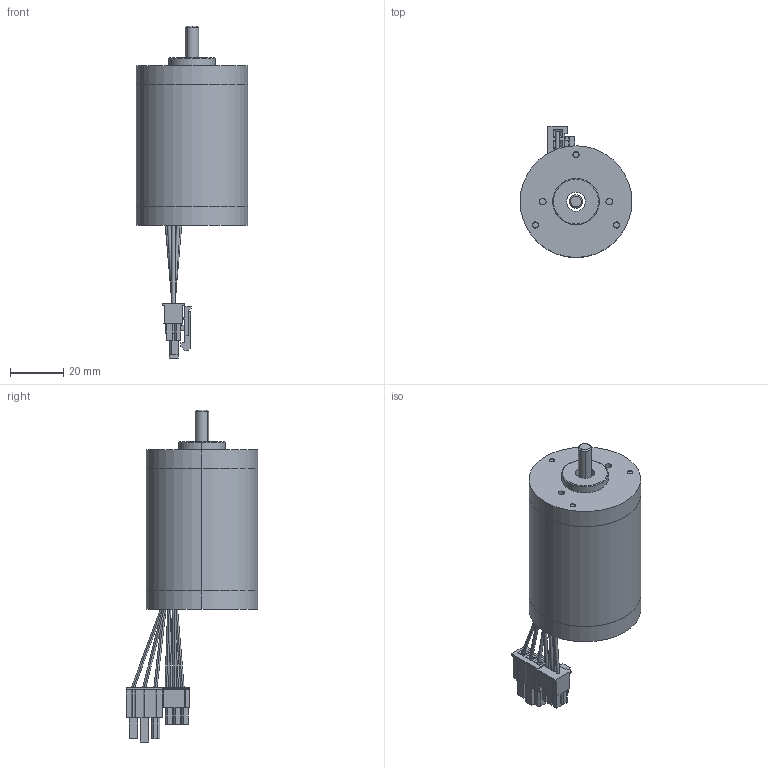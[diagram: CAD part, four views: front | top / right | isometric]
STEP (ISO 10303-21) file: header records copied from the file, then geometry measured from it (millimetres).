
FILE_DESCRIPTION (( 'STEP AP203' ), '1' );
FILE_NAME ('R42BLD30L3.STEP', '2018-05-31T08:18:59', ( 'User' ), ( 'China' ), 'SwSTEP 2.0', 'SolidWorks 2012', '' );
FILE_SCHEMA (( 'CONFIG_CONTROL_DESIGN' ));
Length unit declared in the file: millimetre
Products named in the file (1): R42BLD30L3
Bounding box: 42 x 49.48 x 124.83 mm (x, y, z)
Surface area: 16351.4 mm2 (no closed solid volume)
Topology: 0 solids, 25 shells, 384 faces, 1176 edges, 789 vertices
Faces by surface type: plane 290, cylinder 62, bspline 16, cone 10, torus 6
Entity records: 12928 total; most frequent: CARTESIAN_POINT 2456, DIRECTION 2112, ORIENTED_EDGE 1981, EDGE_CURVE 1170, LINE 966, VECTOR 966, VERTEX_POINT 789, AXIS2_PLACEMENT_3D 573
